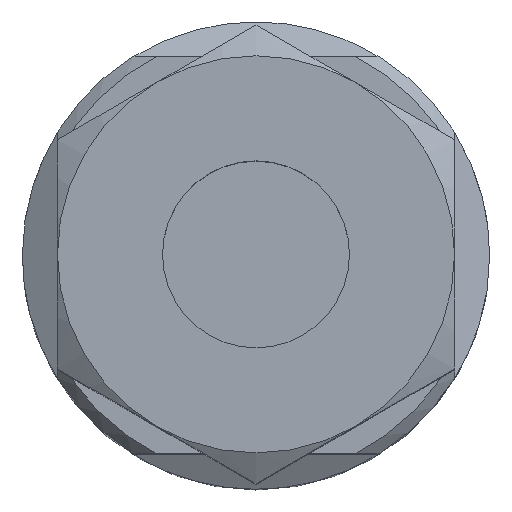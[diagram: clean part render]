
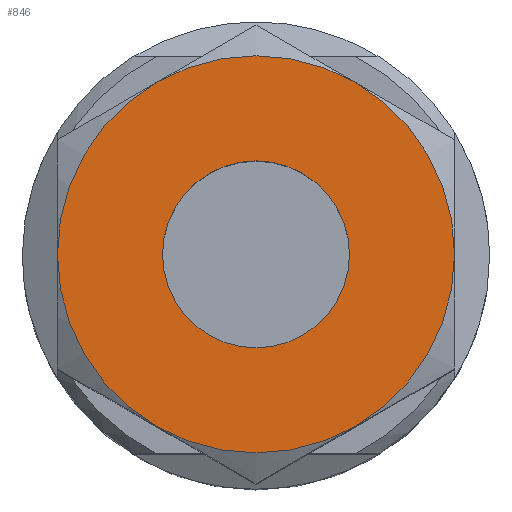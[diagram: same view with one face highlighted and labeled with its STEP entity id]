
A CAD part, top view. The second image highlights one B-rep face of the part: STEP entity #846.
In plain terms, the highlighted planar face has unit normal (0, 0, 1).
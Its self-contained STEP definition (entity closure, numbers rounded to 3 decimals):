
#25 = DIRECTION ( 'NONE',  ( 1., 0., 0. ) ) ;
#48 = ORIENTED_EDGE ( 'NONE', *, *, #1948, .F. ) ;
#111 = CARTESIAN_POINT ( 'NONE',  ( 0., 0., 14. ) ) ;
#142 = PLANE ( 'NONE',  #1329 ) ;
#148 = DIRECTION ( 'NONE',  ( 1., 0., 0. ) ) ;
#155 = ORIENTED_EDGE ( 'NONE', *, *, #1472, .F. ) ;
#187 = ORIENTED_EDGE ( 'NONE', *, *, #1168, .F. ) ;
#205 = CARTESIAN_POINT ( 'NONE',  ( 0., 0., 14. ) ) ;
#220 = ORIENTED_EDGE ( 'NONE', *, *, #2457, .F. ) ;
#236 = CARTESIAN_POINT ( 'NONE',  ( -4.25, -7.361, 14. ) ) ;
#249 = CIRCLE ( 'NONE', #1638, 8.5 ) ;
#281 = DIRECTION ( 'NONE',  ( 1., 0., 0. ) ) ;
#367 = VERTEX_POINT ( 'NONE', #236 ) ;
#371 = CIRCLE ( 'NONE', #1006, 4. ) ;
#455 = CIRCLE ( 'NONE', #1997, 8.5 ) ;
#494 = DIRECTION ( 'NONE',  ( 1., 0., 0. ) ) ;
#500 = CIRCLE ( 'NONE', #814, 8.5 ) ;
#509 = DIRECTION ( 'NONE',  ( 0., 0., -1. ) ) ;
#562 = EDGE_CURVE ( 'NONE', #716, #2115, #810, .T. ) ;
#564 = CARTESIAN_POINT ( 'NONE',  ( 0., 0., 14. ) ) ;
#662 = CARTESIAN_POINT ( 'NONE',  ( -8.5, 14.722, 14. ) ) ;
#664 = DIRECTION ( 'NONE',  ( -1., 0., 0. ) ) ;
#716 = VERTEX_POINT ( 'NONE', #1202 ) ;
#810 = CIRCLE ( 'NONE', #932, 8.5 ) ;
#814 = AXIS2_PLACEMENT_3D ( 'NONE', #2015, #1446, #494 ) ;
#846 = ADVANCED_FACE ( 'NONE', ( #1851, #2036 ), #142, .T. ) ;
#848 = AXIS2_PLACEMENT_3D ( 'NONE', #111, #509, #281 ) ;
#883 = CARTESIAN_POINT ( 'NONE',  ( 0., 0., 14. ) ) ;
#907 = CARTESIAN_POINT ( 'NONE',  ( 4., 0., 14. ) ) ;
#932 = AXIS2_PLACEMENT_3D ( 'NONE', #1857, #1095, #148 ) ;
#970 = DIRECTION ( 'NONE',  ( 0., 0., -1. ) ) ;
#976 = CARTESIAN_POINT ( 'NONE',  ( 0., 0., 14. ) ) ;
#995 = DIRECTION ( 'NONE',  ( 1., 0., 0. ) ) ;
#998 = CARTESIAN_POINT ( 'NONE',  ( -4.25, 7.361, 14. ) ) ;
#1006 = AXIS2_PLACEMENT_3D ( 'NONE', #564, #2043, #2026 ) ;
#1064 = VERTEX_POINT ( 'NONE', #2292 ) ;
#1095 = DIRECTION ( 'NONE',  ( 0., 0., -1. ) ) ;
#1125 = AXIS2_PLACEMENT_3D ( 'NONE', #883, #1230, #664 ) ;
#1156 = VERTEX_POINT ( 'NONE', #907 ) ;
#1168 = EDGE_CURVE ( 'NONE', #2107, #716, #249, .T. ) ;
#1202 = CARTESIAN_POINT ( 'NONE',  ( 8.5, 0., 14. ) ) ;
#1230 = DIRECTION ( 'NONE',  ( 0., 0., -1. ) ) ;
#1242 = CIRCLE ( 'NONE', #848, 8.5 ) ;
#1266 = ORIENTED_EDGE ( 'NONE', *, *, #1834, .F. ) ;
#1301 = VERTEX_POINT ( 'NONE', #998 ) ;
#1329 = AXIS2_PLACEMENT_3D ( 'NONE', #662, #1606, #1627 ) ;
#1375 = ORIENTED_EDGE ( 'NONE', *, *, #562, .F. ) ;
#1437 = EDGE_CURVE ( 'NONE', #1301, #2107, #500, .T. ) ;
#1446 = DIRECTION ( 'NONE',  ( 0., 0., -1. ) ) ;
#1467 = ORIENTED_EDGE ( 'NONE', *, *, #1703, .F. ) ;
#1472 = EDGE_CURVE ( 'NONE', #1064, #1301, #2386, .T. ) ;
#1492 = CARTESIAN_POINT ( 'NONE',  ( -4., 0., 14. ) ) ;
#1503 = CARTESIAN_POINT ( 'NONE',  ( 4.25, -7.361, 14. ) ) ;
#1519 = CARTESIAN_POINT ( 'NONE',  ( 0., 0., 14. ) ) ;
#1606 = DIRECTION ( 'NONE',  ( 0., 0., 1. ) ) ;
#1627 = DIRECTION ( 'NONE',  ( 1., 0., 0. ) ) ;
#1638 = AXIS2_PLACEMENT_3D ( 'NONE', #205, #970, #25 ) ;
#1680 = ORIENTED_EDGE ( 'NONE', *, *, #1437, .F. ) ;
#1703 = EDGE_CURVE ( 'NONE', #2171, #1156, #371, .T. ) ;
#1781 = EDGE_LOOP ( 'NONE', ( #48, #1467 ) ) ;
#1834 = EDGE_CURVE ( 'NONE', #2115, #367, #455, .T. ) ;
#1851 = FACE_OUTER_BOUND ( 'NONE', #1880, .T. ) ;
#1857 = CARTESIAN_POINT ( 'NONE',  ( 0., 0., 14. ) ) ;
#1877 = CIRCLE ( 'NONE', #2315, 4. ) ;
#1880 = EDGE_LOOP ( 'NONE', ( #1375, #187, #1680, #155, #220, #1266 ) ) ;
#1948 = EDGE_CURVE ( 'NONE', #1156, #2171, #1877, .T. ) ;
#1997 = AXIS2_PLACEMENT_3D ( 'NONE', #976, #2132, #995 ) ;
#2015 = CARTESIAN_POINT ( 'NONE',  ( 0., 0., 14. ) ) ;
#2026 = DIRECTION ( 'NONE',  ( 1., 0., 0. ) ) ;
#2036 = FACE_BOUND ( 'NONE', #1781, .T. ) ;
#2043 = DIRECTION ( 'NONE',  ( 0., 0., 1. ) ) ;
#2092 = DIRECTION ( 'NONE',  ( 1., 0., 0. ) ) ;
#2107 = VERTEX_POINT ( 'NONE', #2302 ) ;
#2115 = VERTEX_POINT ( 'NONE', #1503 ) ;
#2132 = DIRECTION ( 'NONE',  ( 0., 0., -1. ) ) ;
#2171 = VERTEX_POINT ( 'NONE', #1492 ) ;
#2292 = CARTESIAN_POINT ( 'NONE',  ( -8.5, 0., 14. ) ) ;
#2294 = DIRECTION ( 'NONE',  ( 0., 0., 1. ) ) ;
#2302 = CARTESIAN_POINT ( 'NONE',  ( 4.25, 7.361, 14. ) ) ;
#2315 = AXIS2_PLACEMENT_3D ( 'NONE', #1519, #2294, #2092 ) ;
#2386 = CIRCLE ( 'NONE', #1125, 8.5 ) ;
#2457 = EDGE_CURVE ( 'NONE', #367, #1064, #1242, .T. ) ;
